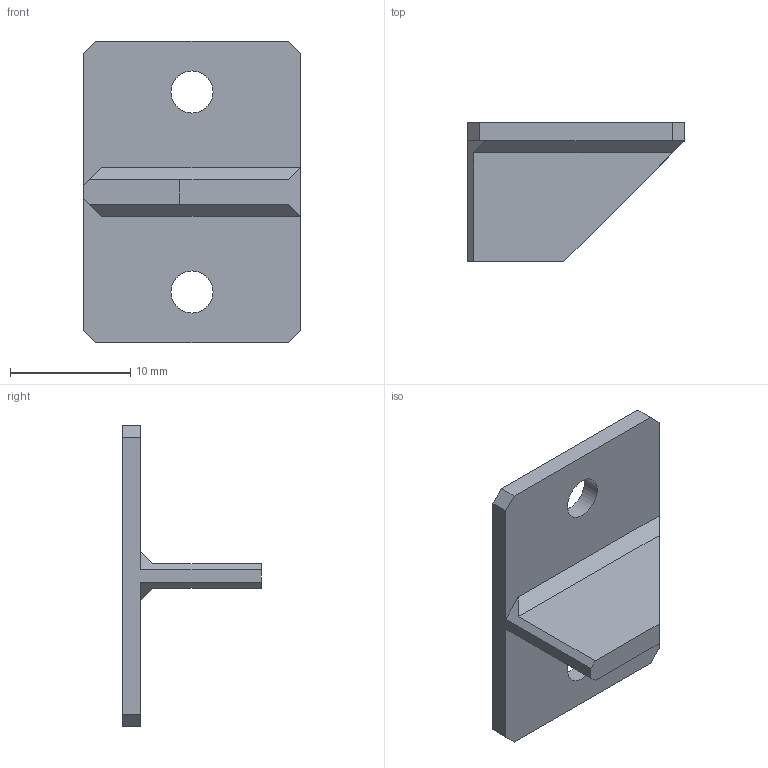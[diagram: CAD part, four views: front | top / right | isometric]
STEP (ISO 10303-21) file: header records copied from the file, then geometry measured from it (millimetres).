
FILE_DESCRIPTION(/* description */ (''),/* implementation_level */ '2;1');
FILE_NAME(/* name */ '02_50__XP__Y-Axis_Limiter___V1.0.step',/* time_stamp */ '2025-04-03T11:24:38+02:00',/* author */ (''),/* organization */ (''),/* preprocessor_version */ 'ST-DEVELOPER v20.1',/* originating_system */ 'Autodesk Translation Framework v14.4.0.0',/* authorisation */ '');
FILE_SCHEMA (('AUTOMOTIVE_DESIGN { 1 0 10303 214 3 1 1 }'));
Length unit declared in the file: millimetre
Products named in the file (1): 02_50__XP__Y-Axis_Limiter___V1.0
Bounding box: 18 x 11.5 x 25 mm (x, y, z)
Volume: 917.5 mm3; surface area: 1279.9 mm2
Topology: 1 solids, 1 shells, 21 faces, 55 edges, 36 vertices
Faces by surface type: plane 19, cylinder 2
Full cylindrical faces by diameter (mm): 3.5 x2
Entity records: 685 total; most frequent: CARTESIAN_POINT 113, ORIENTED_EDGE 110, DIRECTION 103, EDGE_CURVE 55, LINE 51, VECTOR 51, VERTEX_POINT 36, AXIS2_PLACEMENT_3D 26
